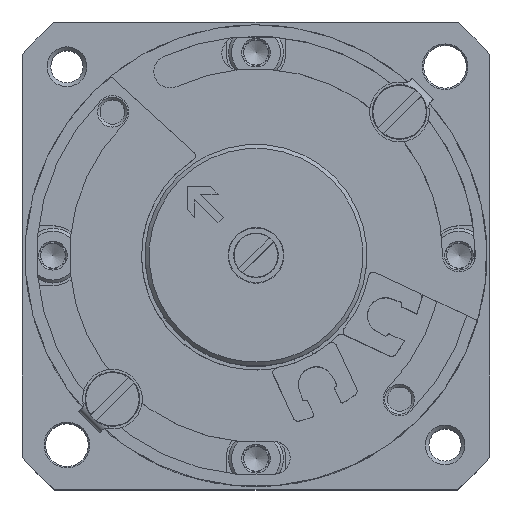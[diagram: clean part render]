
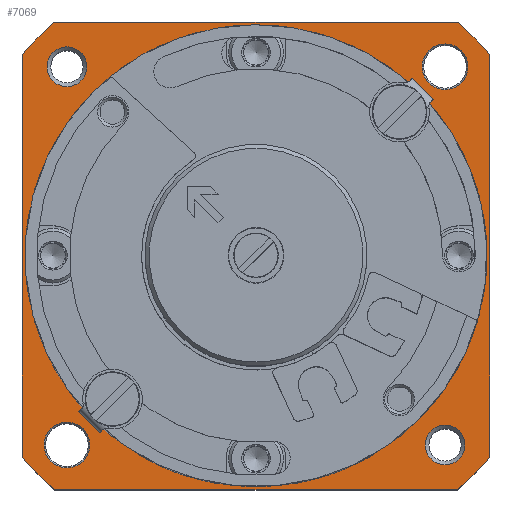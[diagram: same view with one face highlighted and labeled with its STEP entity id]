
A CAD part, top view. The second image highlights one B-rep face of the part: STEP entity #7069.
In plain terms, the highlighted face is planar.
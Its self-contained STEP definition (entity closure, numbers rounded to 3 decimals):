
#117=PLANE('',#7719);
#356=LINE('',#11201,#843);
#360=LINE('',#11217,#847);
#364=LINE('',#11233,#851);
#368=LINE('',#11249,#855);
#843=VECTOR('',#8737,1000.);
#847=VECTOR('',#8753,1000.);
#851=VECTOR('',#8769,1000.);
#855=VECTOR('',#8785,1000.);
#1422=CIRCLE('',#7650,23.2);
#1447=CIRCLE('',#7700,31.);
#1451=CIRCLE('',#7706,31.);
#1455=CIRCLE('',#7712,31.);
#1459=CIRCLE('',#7718,31.);
#1460=CIRCLE('',#7720,2.);
#1461=CIRCLE('',#7721,2.3);
#1462=CIRCLE('',#7722,2.3);
#1463=CIRCLE('',#7723,2.);
#1972=ORIENTED_EDGE('',*,*,#3870,.F.);
#1973=ORIENTED_EDGE('',*,*,#3958,.T.);
#1974=ORIENTED_EDGE('',*,*,#3959,.F.);
#1975=ORIENTED_EDGE('',*,*,#3960,.T.);
#1976=ORIENTED_EDGE('',*,*,#3961,.T.);
#1977=ORIENTED_EDGE('',*,*,#3930,.F.);
#1978=ORIENTED_EDGE('',*,*,#3957,.F.);
#1979=ORIENTED_EDGE('',*,*,#3954,.F.);
#1980=ORIENTED_EDGE('',*,*,#3949,.F.);
#1981=ORIENTED_EDGE('',*,*,#3946,.F.);
#1982=ORIENTED_EDGE('',*,*,#3941,.F.);
#1983=ORIENTED_EDGE('',*,*,#3938,.F.);
#1984=ORIENTED_EDGE('',*,*,#3933,.F.);
#3870=EDGE_CURVE('',#4845,#4845,#1422,.F.);
#3930=EDGE_CURVE('',#4893,#4894,#356,.T.);
#3933=EDGE_CURVE('',#4894,#4896,#1447,.T.);
#3938=EDGE_CURVE('',#4896,#4900,#360,.T.);
#3941=EDGE_CURVE('',#4900,#4902,#1451,.T.);
#3946=EDGE_CURVE('',#4902,#4906,#364,.T.);
#3949=EDGE_CURVE('',#4906,#4908,#1455,.T.);
#3954=EDGE_CURVE('',#4908,#4912,#368,.T.);
#3957=EDGE_CURVE('',#4912,#4893,#1459,.T.);
#3958=EDGE_CURVE('',#4913,#4913,#1460,.T.);
#3959=EDGE_CURVE('',#4914,#4914,#1461,.T.);
#3960=EDGE_CURVE('',#4915,#4915,#1462,.T.);
#3961=EDGE_CURVE('',#4916,#4916,#1463,.T.);
#4845=VERTEX_POINT('',#11065);
#4893=VERTEX_POINT('',#11200);
#4894=VERTEX_POINT('',#11202);
#4896=VERTEX_POINT('',#11208);
#4900=VERTEX_POINT('',#11218);
#4902=VERTEX_POINT('',#11224);
#4906=VERTEX_POINT('',#11234);
#4908=VERTEX_POINT('',#11240);
#4912=VERTEX_POINT('',#11250);
#4913=VERTEX_POINT('',#11257);
#4914=VERTEX_POINT('',#11259);
#4915=VERTEX_POINT('',#11261);
#4916=VERTEX_POINT('',#11263);
#5644=EDGE_LOOP('',(#1972));
#5645=EDGE_LOOP('',(#1973));
#5646=EDGE_LOOP('',(#1974));
#5647=EDGE_LOOP('',(#1975));
#5648=EDGE_LOOP('',(#1976));
#5649=EDGE_LOOP('',(#1977,#1978,#1979,#1980,#1981,#1982,#1983,#1984));
#6292=FACE_BOUND('',#5644,.T.);
#6293=FACE_BOUND('',#5645,.T.);
#6294=FACE_BOUND('',#5646,.T.);
#6295=FACE_BOUND('',#5647,.T.);
#6296=FACE_BOUND('',#5648,.T.);
#6297=FACE_BOUND('',#5649,.T.);
#7069=ADVANCED_FACE('',(#6292,#6293,#6294,#6295,#6296,#6297),#117,.F.);
#7650=AXIS2_PLACEMENT_3D('',#11064,#8623,#8624);
#7700=AXIS2_PLACEMENT_3D('',#11207,#8743,#8744);
#7706=AXIS2_PLACEMENT_3D('',#11223,#8759,#8760);
#7712=AXIS2_PLACEMENT_3D('',#11239,#8775,#8776);
#7718=AXIS2_PLACEMENT_3D('',#11254,#8791,#8792);
#7719=AXIS2_PLACEMENT_3D('',#11255,#8793,#8794);
#7720=AXIS2_PLACEMENT_3D('',#11256,#8795,#8796);
#7721=AXIS2_PLACEMENT_3D('',#11258,#8797,#8798);
#7722=AXIS2_PLACEMENT_3D('',#11260,#8799,#8800);
#7723=AXIS2_PLACEMENT_3D('',#11262,#8801,#8802);
#8623=DIRECTION('',(1.,0.,0.));
#8624=DIRECTION('',(0.,0.,-1.));
#8737=DIRECTION('',(0.,-1.,0.));
#8743=DIRECTION('',(1.,0.,0.));
#8744=DIRECTION('',(0.,0.,-1.));
#8753=DIRECTION('',(0.,0.,-1.));
#8759=DIRECTION('',(1.,0.,0.));
#8760=DIRECTION('',(0.,0.,-1.));
#8769=DIRECTION('',(0.,1.,0.));
#8775=DIRECTION('',(1.,0.,0.));
#8776=DIRECTION('',(0.,0.,-1.));
#8785=DIRECTION('',(0.,0.,1.));
#8791=DIRECTION('',(1.,0.,0.));
#8792=DIRECTION('',(0.,0.,-1.));
#8793=DIRECTION('',(1.,0.,0.));
#8794=DIRECTION('',(0.,0.,-1.));
#8795=DIRECTION('',(1.,0.,0.));
#8796=DIRECTION('',(0.,0.,-1.));
#8797=DIRECTION('',(-1.,0.,0.));
#8798=DIRECTION('',(0.,0.,1.));
#8799=DIRECTION('',(1.,0.,0.));
#8800=DIRECTION('',(0.,0.,-1.));
#8801=DIRECTION('',(1.,0.,0.));
#8802=DIRECTION('',(0.,0.,-1.));
#11064=CARTESIAN_POINT('',(-14.3,0.,0.));
#11065=CARTESIAN_POINT('',(-14.3,0.,-23.2));
#11200=CARTESIAN_POINT('',(-14.3,20.218,23.5));
#11201=CARTESIAN_POINT('',(-14.3,20.218,23.5));
#11202=CARTESIAN_POINT('',(-14.3,-20.218,23.5));
#11207=CARTESIAN_POINT('',(-14.3,0.,0.));
#11208=CARTESIAN_POINT('',(-14.3,-23.5,20.218));
#11217=CARTESIAN_POINT('',(-14.3,-23.5,20.218));
#11218=CARTESIAN_POINT('',(-14.3,-23.5,-20.218));
#11223=CARTESIAN_POINT('',(-14.3,0.,0.));
#11224=CARTESIAN_POINT('',(-14.3,-20.218,-23.5));
#11233=CARTESIAN_POINT('',(-14.3,-20.218,-23.5));
#11234=CARTESIAN_POINT('',(-14.3,20.218,-23.5));
#11239=CARTESIAN_POINT('',(-14.3,0.,0.));
#11240=CARTESIAN_POINT('',(-14.3,23.5,-20.218));
#11249=CARTESIAN_POINT('',(-14.3,23.5,-20.218));
#11250=CARTESIAN_POINT('',(-14.3,23.5,20.218));
#11254=CARTESIAN_POINT('',(-14.3,0.,0.));
#11255=CARTESIAN_POINT('',(-14.3,0.,0.));
#11256=CARTESIAN_POINT('',(-14.3,19.,-19.));
#11257=CARTESIAN_POINT('',(-14.3,19.,-21.));
#11258=CARTESIAN_POINT('',(-14.3,-19.,-19.));
#11259=CARTESIAN_POINT('',(-14.3,-19.,-16.7));
#11260=CARTESIAN_POINT('',(-14.3,19.,19.));
#11261=CARTESIAN_POINT('',(-14.3,19.,16.7));
#11262=CARTESIAN_POINT('',(-14.3,-19.,19.));
#11263=CARTESIAN_POINT('',(-14.3,-19.,17.));
